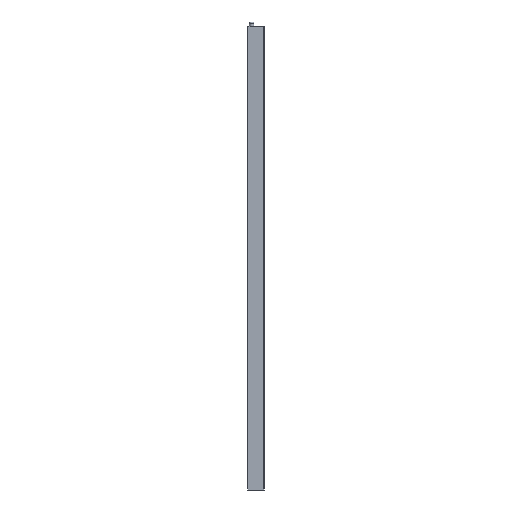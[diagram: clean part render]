
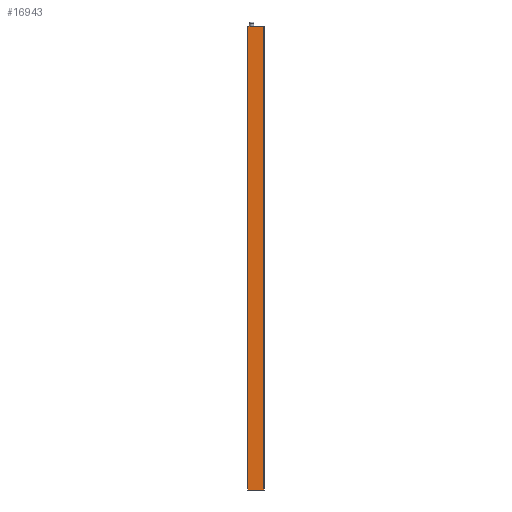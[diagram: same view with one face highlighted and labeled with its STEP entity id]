
A CAD part, left-side view. The second image highlights one B-rep face of the part: STEP entity #16943.
In plain terms, the highlighted planar face has unit normal (-1, 0.003, 0).
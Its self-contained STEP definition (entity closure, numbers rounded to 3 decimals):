
#716 = LINE ( 'NONE', #21735, #20627 ) ;
#727 = DIRECTION ( 'NONE',  ( 0.003, 1., 0. ) ) ;
#927 = VERTEX_POINT ( 'NONE', #15139 ) ;
#1201 = ORIENTED_EDGE ( 'NONE', *, *, #5596, .T. ) ;
#1779 = DIRECTION ( 'NONE',  ( 0., 0., -1. ) ) ;
#2349 = CARTESIAN_POINT ( 'NONE',  ( -6.401, -0.198, -850. ) ) ;
#5596 = EDGE_CURVE ( 'NONE', #23346, #927, #716, .T. ) ;
#6005 = DIRECTION ( 'NONE',  ( 0.003, 1., 0. ) ) ;
#6436 = AXIS2_PLACEMENT_3D ( 'NONE', #13431, #26492, #727 ) ;
#7658 = VECTOR ( 'NONE', #6005, 1000. ) ;
#8409 = ORIENTED_EDGE ( 'NONE', *, *, #31075, .F. ) ;
#9931 = VECTOR ( 'NONE', #1779, 1000. ) ;
#12674 = EDGE_CURVE ( 'NONE', #18928, #17349, #24508, .T. ) ;
#13431 = CARTESIAN_POINT ( 'NONE',  ( -6.4, 0.002, -850. ) ) ;
#13719 = ORIENTED_EDGE ( 'NONE', *, *, #12674, .T. ) ;
#13977 = CARTESIAN_POINT ( 'NONE',  ( -6.401, -0.198, -850. ) ) ;
#14129 = CARTESIAN_POINT ( 'NONE',  ( -6.4, 0.002, -850. ) ) ;
#15087 = CARTESIAN_POINT ( 'NONE',  ( -6.401, -0.198, 0. ) ) ;
#15139 = CARTESIAN_POINT ( 'NONE',  ( -6.498, -29.5, 0. ) ) ;
#16488 = PLANE ( 'NONE',  #6436 ) ;
#16943 = ADVANCED_FACE ( 'NONE', ( #29375 ), #16488, .F. ) ;
#17249 = DIRECTION ( 'NONE',  ( 0.003, 1., 0. ) ) ;
#17349 = VERTEX_POINT ( 'NONE', #2349 ) ;
#18305 = EDGE_CURVE ( 'NONE', #927, #18928, #21837, .T. ) ;
#18928 = VERTEX_POINT ( 'NONE', #15087 ) ;
#19803 = EDGE_LOOP ( 'NONE', ( #27563, #13719, #8409, #1201 ) ) ;
#20627 = VECTOR ( 'NONE', #27149, 1000. ) ;
#21735 = CARTESIAN_POINT ( 'NONE',  ( -6.498, -29.5, -850. ) ) ;
#21837 = LINE ( 'NONE', #22341, #23780 ) ;
#22341 = CARTESIAN_POINT ( 'NONE',  ( -6.4, 0.002, 0. ) ) ;
#23346 = VERTEX_POINT ( 'NONE', #31328 ) ;
#23780 = VECTOR ( 'NONE', #17249, 1000. ) ;
#24158 = LINE ( 'NONE', #14129, #7658 ) ;
#24508 = LINE ( 'NONE', #13977, #9931 ) ;
#26492 = DIRECTION ( 'NONE',  ( 1., -0.003, 0. ) ) ;
#27149 = DIRECTION ( 'NONE',  ( 0., 0., 1. ) ) ;
#27563 = ORIENTED_EDGE ( 'NONE', *, *, #18305, .T. ) ;
#29375 = FACE_OUTER_BOUND ( 'NONE', #19803, .T. ) ;
#31075 = EDGE_CURVE ( 'NONE', #23346, #17349, #24158, .T. ) ;
#31328 = CARTESIAN_POINT ( 'NONE',  ( -6.498, -29.5, -850. ) ) ;
